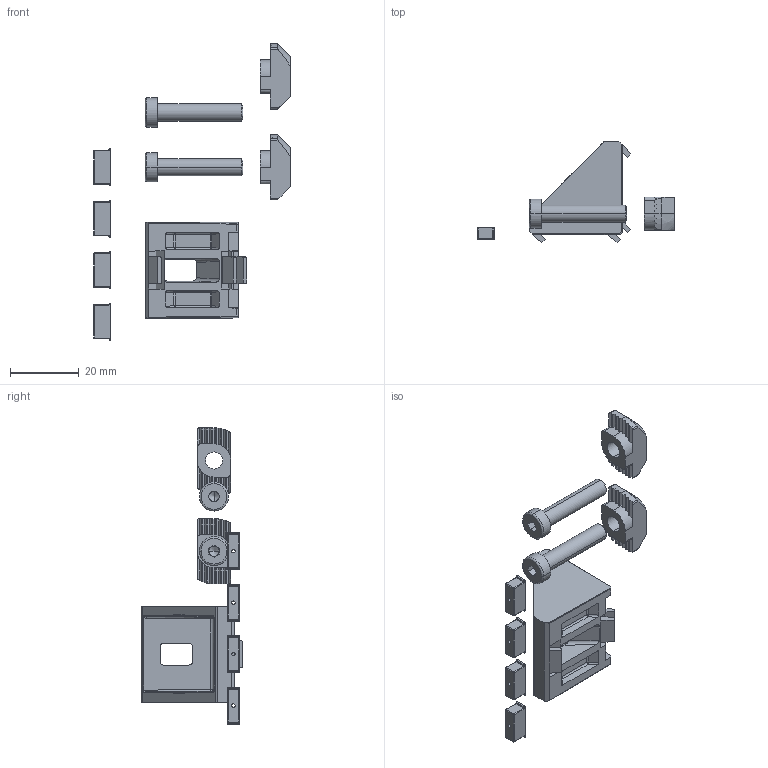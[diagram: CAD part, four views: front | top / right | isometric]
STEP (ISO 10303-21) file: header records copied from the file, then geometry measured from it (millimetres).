
FILE_DESCRIPTION (( 'STEP AP214' ), '1' );
FILE_NAME ('093w303n10s03.STEP', '2014-08-20T11:00:09', ( '' ), ( '' ), 'SwSTEP 2.0', 'SolidWorks 2014', '' );
FILE_SCHEMA (( 'AUTOMOTIVE_DESIGN' ));
Length unit declared in the file: millimetre
Products named in the file (5): 093w303n10s03; 093w02_Standard; socket head thin cap screw_din_DIN 7984 - M5 x 25 --- 25C; 096h10430_096 h 10 6 30; 093w303_093 w 303 n08 s12
Assembly tree (10 placements, depth 2):
  093w303n10s03
    093w303_093 w 303 n08 s12
    096h10430_096 h 10 6 30  x2
    socket head thin cap screw_din_DIN 7984 - M5 x 25 --- 25C  x2
    093w02_Standard  x5
Bounding box: 57.3 x 29.57 x 86.35 mm (x, y, z)
Volume: 11275.2 mm3; surface area: 9355.1 mm2
Topology: 10 solids, 10 shells, 596 faces, 1484 edges, 890 vertices
Faces by surface type: plane 269, cylinder 237, sphere 36, torus 28, bspline 14, cone 12
Entity records: 10154 total; most frequent: CARTESIAN_POINT 2449, ORIENTED_EDGE 1628, DIRECTION 1488, EDGE_CURVE 814, VERTEX_POINT 503, VECTOR 500, LINE 500, AXIS2_PLACEMENT_3D 494
